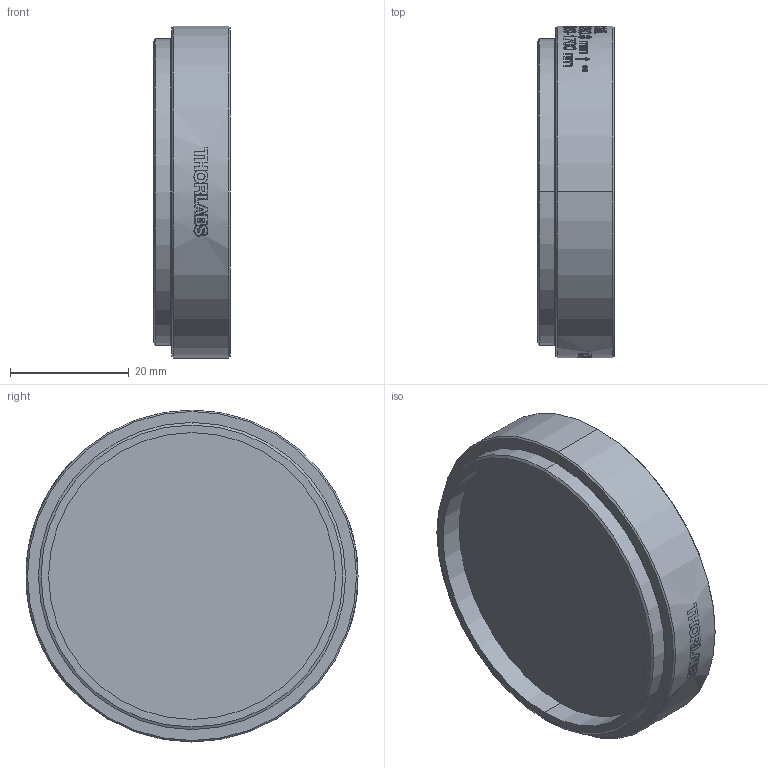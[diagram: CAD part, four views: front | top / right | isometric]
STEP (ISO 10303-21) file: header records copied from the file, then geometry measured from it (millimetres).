
FILE_DESCRIPTION (( 'STEP AP203' ), '1' );
FILE_NAME ('TTN203754-E0W.STEP', '2020-01-28T19:07:16', ( '' ), ( '' ), 'SwSTEP 2.0', 'SolidWorks 2018', '' );
FILE_SCHEMA (( 'CONFIG_CONTROL_DESIGN' ));
Length unit declared in the file: millimetre
Products named in the file (1): TTN203754-E0W
Bounding box: 12.95 x 55.88 x 55.88 mm (x, y, z)
Volume: 13761 mm3; surface area: 11356.4 mm2
Topology: 3 solids, 3 shells, 152 faces, 883 edges, 834 vertices
Faces by surface type: cylinder 112, cone 22, plane 16, sphere 2
Entity records: 16505 total; most frequent: CARTESIAN_POINT 9631, ORIENTED_EDGE 1766, DIRECTION 1011, EDGE_CURVE 883, VERTEX_POINT 834, B_SPLINE_CURVE_WITH_KNOTS 434, AXIS2_PLACEMENT_3D 409, CIRCLE 256
